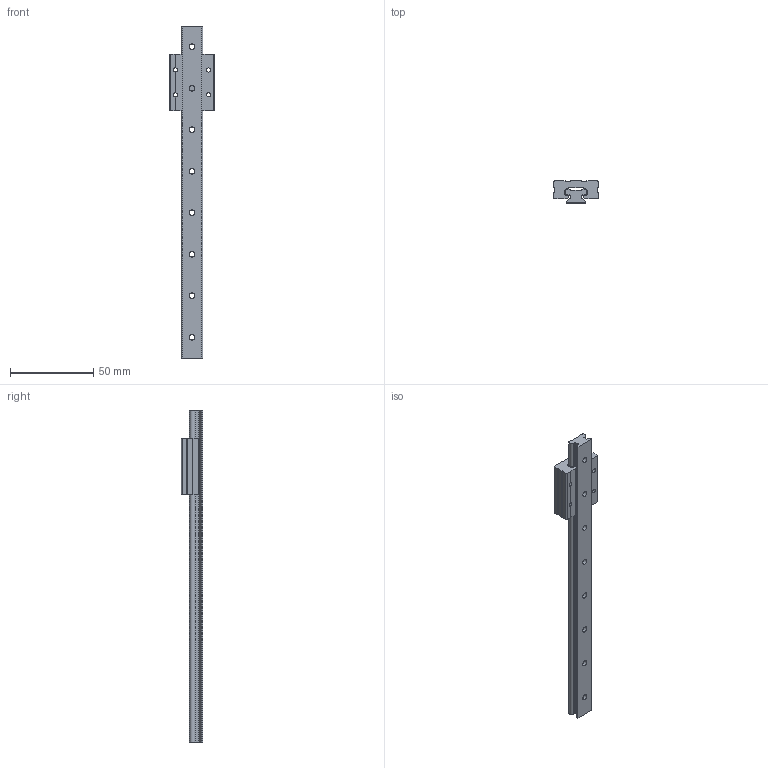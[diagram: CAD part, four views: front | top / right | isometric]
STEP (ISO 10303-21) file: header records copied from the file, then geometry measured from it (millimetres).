
FILE_DESCRIPTION (( 'STEP AP214' ), '1' );
FILE_NAME ('GST_9B34435977.step', '2022-12-28T06:12:03', ( '' ), ( '' ), 'SwSTEP 2.0', 'SolidWorks 2019', '' );
FILE_SCHEMA (( 'AUTOMOTIVE_DESIGN' ));
Length unit declared in the file: inch
Products named in the file (5): fQIECPIulr_CADModel_0; GST_9B34435977; fQIECPIulr_CADModel_1
Assembly tree (2 placements, depth 2):
  GST_9B34435977
    fQIECPIulr_CADModel_1
    fQIECPIulr_CADModel_0
  fQIECPIulr_CADModel_1
  fQIECPIulr_CADModel_0
Bounding box: 27 x 13 x 200 mm (x, y, z)
Volume: 28738.3 mm3; surface area: 20503.8 mm2
Topology: 7 solids, 7 shells, 260 faces, 726 edges, 484 vertices
Faces by surface type: plane 150, cylinder 110
Entity records: 12039 total; most frequent: CARTESIAN_POINT 1548, DIRECTION 1454, ORIENTED_EDGE 1452, EDGE_CURVE 726, AXIS2_PLACEMENT_3D 486, VERTEX_POINT 484, VECTOR 482, LINE 482
